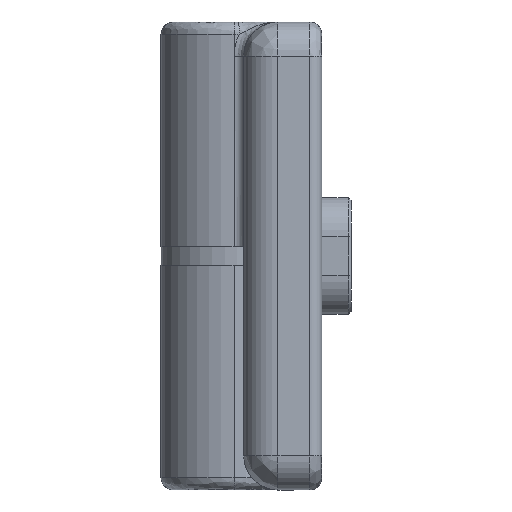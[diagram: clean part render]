
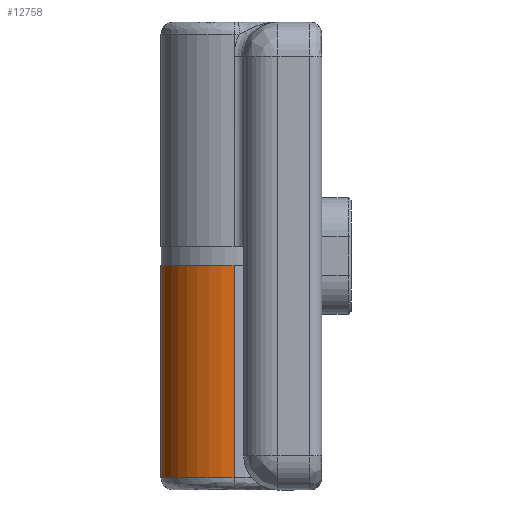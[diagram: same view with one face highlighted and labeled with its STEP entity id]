
A CAD part, left-side view. The second image highlights one B-rep face of the part: STEP entity #12758.
In plain terms, the highlighted cylindrical face has radius 7.5 mm (diameter 15 mm), a partial arc.
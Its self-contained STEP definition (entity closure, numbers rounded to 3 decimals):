
#3293 = AXIS2_PLACEMENT_3D ( 'NONE', #4562, #4560, #4558 ) ;
#4558 = DIRECTION ( 'NONE',  ( 1., 0., 0. ) ) ;
#4560 = DIRECTION ( 'NONE',  ( 0., 0., 1. ) ) ;
#4562 = CARTESIAN_POINT ( 'NONE',  ( 0., 9., 0. ) ) ;
#6702 = AXIS2_PLACEMENT_3D ( 'NONE', #22951, #22953, #22955 ) ;
#6712 = AXIS2_PLACEMENT_3D ( 'NONE', #23164, #23166, #23168 ) ;
#11551 = CIRCLE ( 'NONE', #6702, 7.5 ) ;
#11576 = LINE ( 'NONE', #23145, #11580 ) ;
#11579 = CIRCLE ( 'NONE', #6712, 7.5 ) ;
#11580 = VECTOR ( 'NONE', #23156, 1000. ) ;
#11581 = LINE ( 'NONE', #23154, #11583 ) ;
#11582 = LINE ( 'NONE', #23171, #11585 ) ;
#11583 = VECTOR ( 'NONE', #23126, 1000. ) ;
#11585 = VECTOR ( 'NONE', #23173, 1000. ) ;
#12758 = ADVANCED_FACE ( 'NONE', ( #23146 ), #23144, .T. ) ;
#16613 = VERTEX_POINT ( 'NONE', #21435 ) ;
#16657 = VERTEX_POINT ( 'NONE', #21479 ) ;
#16661 = VERTEX_POINT ( 'NONE', #21483 ) ;
#16672 = VERTEX_POINT ( 'NONE', #21494 ) ;
#16693 = VERTEX_POINT ( 'NONE', #21515 ) ;
#17148 = ORIENTED_EDGE ( 'NONE', *, *, #17609, .F. ) ;
#17149 = ORIENTED_EDGE ( 'NONE', *, *, #17607, .T. ) ;
#17153 = ORIENTED_EDGE ( 'NONE', *, *, #17608, .T. ) ;
#17167 = ORIENTED_EDGE ( 'NONE', *, *, #17606, .T. ) ;
#17168 = ORIENTED_EDGE ( 'NONE', *, *, #17583, .T. ) ;
#17583 = EDGE_CURVE ( 'NONE', #16613, #16693, #11551, .T. ) ;
#17606 = EDGE_CURVE ( 'NONE', #16693, #16657, #11576, .T. ) ;
#17607 = EDGE_CURVE ( 'NONE', #16657, #16661, #11579, .T. ) ;
#17608 = EDGE_CURVE ( 'NONE', #16661, #16672, #11581, .T. ) ;
#17609 = EDGE_CURVE ( 'NONE', #16613, #16672, #11582, .T. ) ;
#18918 = EDGE_LOOP ( 'NONE', ( #17168, #17167, #17149, #17153, #17148 ) ) ;
#21435 = CARTESIAN_POINT ( 'NONE',  ( 7.5, 9., -22.75 ) ) ;
#21479 = CARTESIAN_POINT ( 'NONE',  ( -7.5, 9., -1. ) ) ;
#21483 = CARTESIAN_POINT ( 'NONE',  ( 7.5, 9., -1. ) ) ;
#21494 = CARTESIAN_POINT ( 'NONE',  ( 7.5, 9., -20.5 ) ) ;
#21515 = CARTESIAN_POINT ( 'NONE',  ( -7.5, 9., -22.75 ) ) ;
#22951 = CARTESIAN_POINT ( 'NONE',  ( 0., 9., -22.75 ) ) ;
#22953 = DIRECTION ( 'NONE',  ( 0., 0., 1. ) ) ;
#22955 = DIRECTION ( 'NONE',  ( 1., 0., 0. ) ) ;
#23126 = DIRECTION ( 'NONE',  ( 0., 0., -1. ) ) ;
#23144 = CYLINDRICAL_SURFACE ( 'NONE', #3293, 7.5 ) ;
#23145 = CARTESIAN_POINT ( 'NONE',  ( -7.5, 9., 0. ) ) ;
#23146 = FACE_OUTER_BOUND ( 'NONE', #18918, .T. ) ;
#23154 = CARTESIAN_POINT ( 'NONE',  ( 7.5, 9., 0. ) ) ;
#23156 = DIRECTION ( 'NONE',  ( 0., 0., 1. ) ) ;
#23164 = CARTESIAN_POINT ( 'NONE',  ( 0., 9., -1. ) ) ;
#23166 = DIRECTION ( 'NONE',  ( 0., 0., -1. ) ) ;
#23168 = DIRECTION ( 'NONE',  ( 1., 0., 0. ) ) ;
#23171 = CARTESIAN_POINT ( 'NONE',  ( 7.5, 9., 0. ) ) ;
#23173 = DIRECTION ( 'NONE',  ( 0., 0., 1. ) ) ;
